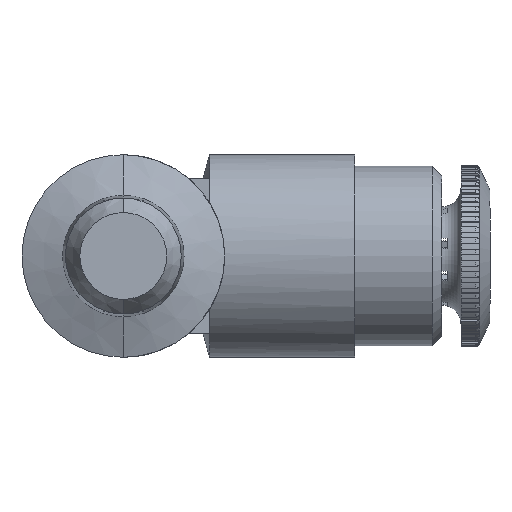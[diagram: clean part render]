
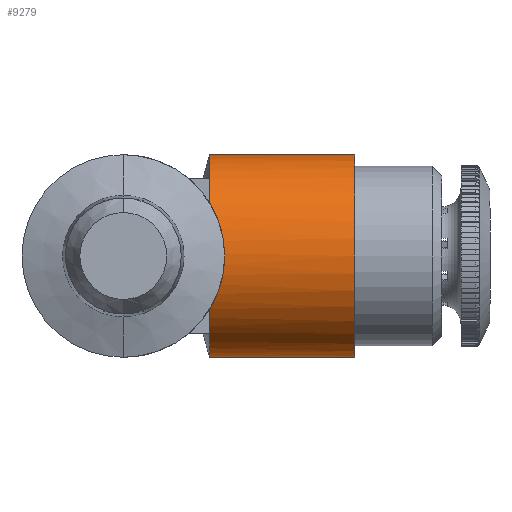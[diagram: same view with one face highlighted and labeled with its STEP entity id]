
A CAD part, front view. The second image highlights one B-rep face of the part: STEP entity #9279.
In plain terms, the highlighted cylindrical face has radius 5.25 mm (diameter 10.5 mm), a partial arc.
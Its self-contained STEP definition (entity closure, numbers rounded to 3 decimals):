
#16 = ORIENTED_EDGE ( 'NONE', *, *, #6137, .F. ) ;
#18 = ORIENTED_EDGE ( 'NONE', *, *, #7244, .F. ) ;
#20 = ORIENTED_EDGE ( 'NONE', *, *, #6120, .T. ) ;
#22 = ORIENTED_EDGE ( 'NONE', *, *, #6083, .F. ) ;
#24 = ORIENTED_EDGE ( 'NONE', *, *, #7243, .F. ) ;
#26 = ORIENTED_EDGE ( 'NONE', *, *, #6163, .T. ) ;
#28 = ORIENTED_EDGE ( 'NONE', *, *, #7242, .F. ) ;
#30 = ORIENTED_EDGE ( 'NONE', *, *, #6193, .F. ) ;
#668 = CIRCLE ( 'NONE', #6276, 5.25 ) ;
#701 = LINE ( 'NONE', #8607, #703 ) ;
#703 = VECTOR ( 'NONE', #8608, 1000. ) ;
#2041 = FACE_OUTER_BOUND ( 'NONE', #6540, .T. ) ;
#2043 = CYLINDRICAL_SURFACE ( 'NONE', #2467, 5.25 ) ;
#2467 = AXIS2_PLACEMENT_3D ( 'NONE', #4377, #4378, #4376 ) ;
#2943 = CARTESIAN_POINT ( 'NONE',  ( 4.469, 18., 0. ) ) ;
#2944 = DIRECTION ( 'NONE',  ( -1., 0., 0. ) ) ;
#2945 = DIRECTION ( 'NONE',  ( 0., 0., 1. ) ) ;
#3372 = CARTESIAN_POINT ( 'NONE',  ( 4.469, 18., 0. ) ) ;
#3373 = DIRECTION ( 'NONE',  ( -1., 0., 0. ) ) ;
#3374 = DIRECTION ( 'NONE',  ( 0., 0., 1. ) ) ;
#3853 = CARTESIAN_POINT ( 'NONE',  ( 4.469, 18., 0. ) ) ;
#3854 = DIRECTION ( 'NONE',  ( -1., 0., 0. ) ) ;
#3855 = DIRECTION ( 'NONE',  ( 0., 0., 1. ) ) ;
#3858 = CARTESIAN_POINT ( 'NONE',  ( 4.469, 18., 0. ) ) ;
#3859 = DIRECTION ( 'NONE',  ( -1., 0., 0. ) ) ;
#3860 = DIRECTION ( 'NONE',  ( 0., 0., 1. ) ) ;
#3862 = CARTESIAN_POINT ( 'NONE',  ( 12., 18., 5.25 ) ) ;
#3863 = CARTESIAN_POINT ( 'NONE',  ( 12., 18., 0. ) ) ;
#3864 = DIRECTION ( 'NONE',  ( 1., 0., 0. ) ) ;
#3865 = DIRECTION ( 'NONE',  ( 0., 0., 1. ) ) ;
#4039 = AXIS2_PLACEMENT_3D ( 'NONE', #3853, #3854, #3855 ) ;
#4040 = AXIS2_PLACEMENT_3D ( 'NONE', #3858, #3859, #3860 ) ;
#4041 = AXIS2_PLACEMENT_3D ( 'NONE', #3863, #3864, #3865 ) ;
#4376 = DIRECTION ( 'NONE',  ( 0., 0., 1. ) ) ;
#4377 = CARTESIAN_POINT ( 'NONE',  ( 0., 18., 0. ) ) ;
#4378 = DIRECTION ( 'NONE',  ( -1., 0., 0. ) ) ;
#4618 = VECTOR ( 'NONE', #8665, 1000. ) ;
#4624 = LINE ( 'NONE', #8663, #4618 ) ;
#4671 = CIRCLE ( 'NONE', #6319, 5.25 ) ;
#5020 = CIRCLE ( 'NONE', #4039, 5.25 ) ;
#5027 = CIRCLE ( 'NONE', #4040, 5.25 ) ;
#5028 = CIRCLE ( 'NONE', #4041, 5.25 ) ;
#6083 = EDGE_CURVE ( 'NONE', #7712, #7664, #668, .T. ) ;
#6120 = EDGE_CURVE ( 'NONE', #7533, #7664, #701, .T. ) ;
#6137 = EDGE_CURVE ( 'NONE', #7663, #7665, #4624, .T. ) ;
#6163 = EDGE_CURVE ( 'NONE', #7683, #7686, #7513, .T. ) ;
#6193 = EDGE_CURVE ( 'NONE', #7665, #7670, #4671, .T. ) ;
#6276 = AXIS2_PLACEMENT_3D ( 'NONE', #3372, #3373, #3374 ) ;
#6319 = AXIS2_PLACEMENT_3D ( 'NONE', #2943, #2944, #2945 ) ;
#6540 = EDGE_LOOP ( 'NONE', ( #16, #18, #20, #22, #24, #26, #28, #30 ) ) ;
#7242 = EDGE_CURVE ( 'NONE', #7670, #7686, #5020, .T. ) ;
#7243 = EDGE_CURVE ( 'NONE', #7683, #7712, #5027, .T. ) ;
#7244 = EDGE_CURVE ( 'NONE', #7533, #7663, #5028, .T. ) ;
#7513 =( BOUNDED_CURVE ( )  B_SPLINE_CURVE ( 3, ( #8732, #8720, #8728, #8733 ),
 .UNSPECIFIED., .F., .F. ) 
 B_SPLINE_CURVE_WITH_KNOTS ( ( 4, 4 ),
 ( 5.731, 6.836 ),
 .UNSPECIFIED. ) 
 CURVE ( )  GEOMETRIC_REPRESENTATION_ITEM ( )  RATIONAL_B_SPLINE_CURVE ( ( 1., 0.901, 0.901, 1. ) ) 
 REPRESENTATION_ITEM ( '' )  );
#7533 = VERTEX_POINT ( 'NONE', #3862 ) ;
#7663 = VERTEX_POINT ( 'NONE', #8166 ) ;
#7664 = VERTEX_POINT ( 'NONE', #8167 ) ;
#7665 = VERTEX_POINT ( 'NONE', #8169 ) ;
#7670 = VERTEX_POINT ( 'NONE', #8177 ) ;
#7683 = VERTEX_POINT ( 'NONE', #8202 ) ;
#7686 = VERTEX_POINT ( 'NONE', #8208 ) ;
#7712 = VERTEX_POINT ( 'NONE', #8252 ) ;
#8166 = CARTESIAN_POINT ( 'NONE',  ( 12., 18., -5.25 ) ) ;
#8167 = CARTESIAN_POINT ( 'NONE',  ( 4.469, 18., 5.25 ) ) ;
#8169 = CARTESIAN_POINT ( 'NONE',  ( 4.469, 18., -5.25 ) ) ;
#8177 = CARTESIAN_POINT ( 'NONE',  ( 4.469, 14.6, -4. ) ) ;
#8202 = CARTESIAN_POINT ( 'NONE',  ( 4.469, 13.531, 2.755 ) ) ;
#8208 = CARTESIAN_POINT ( 'NONE',  ( 4.469, 13.531, -2.755 ) ) ;
#8252 = CARTESIAN_POINT ( 'NONE',  ( 4.469, 14.6, 4. ) ) ;
#8607 = CARTESIAN_POINT ( 'NONE',  ( 0., 18., 5.25 ) ) ;
#8608 = DIRECTION ( 'NONE',  ( -1., 0., 0. ) ) ;
#8663 = CARTESIAN_POINT ( 'NONE',  ( 0., 18., -5.25 ) ) ;
#8665 = DIRECTION ( 'NONE',  ( -1., 0., 0. ) ) ;
#8720 = CARTESIAN_POINT ( 'NONE',  ( 5.539, 12.461, 1.02 ) ) ;
#8728 = CARTESIAN_POINT ( 'NONE',  ( 5.539, 12.461, -1.02 ) ) ;
#8732 = CARTESIAN_POINT ( 'NONE',  ( 4.469, 13.531, 2.755 ) ) ;
#8733 = CARTESIAN_POINT ( 'NONE',  ( 4.469, 13.531, -2.755 ) ) ;
#9279 = ADVANCED_FACE ( 'NONE', ( #2041 ), #2043, .T. ) ;
